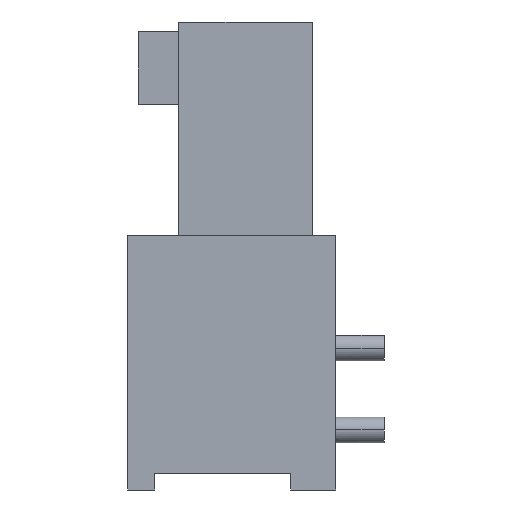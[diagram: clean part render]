
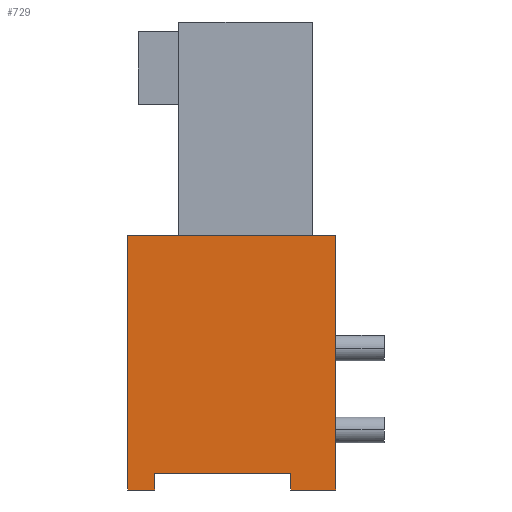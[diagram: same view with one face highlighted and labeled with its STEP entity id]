
A CAD part, left-side view. The second image highlights one B-rep face of the part: STEP entity #729.
In plain terms, the highlighted planar face has unit normal (-1, 0, 0).
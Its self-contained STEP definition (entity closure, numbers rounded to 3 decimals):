
#677=AXIS2_PLACEMENT_3D('Plane Axis2P3D',#674,#675,#676) ;
#49=CARTESIAN_POINT('Vertex',(0.,1.5,7.9)) ;
#52=CARTESIAN_POINT('Line Origine',(0.,1.5,3.95)) ;
#56=CARTESIAN_POINT('Vertex',(0.,1.5,0.)) ;
#169=CARTESIAN_POINT('Vertex',(0.,7.95,7.9)) ;
#172=CARTESIAN_POINT('Line Origine',(0.,4.725,7.9)) ;
#674=CARTESIAN_POINT('Axis2P3D Location',(0.,7.95,7.9)) ;
#679=CARTESIAN_POINT('Line Origine',(0.,7.11,0.25)) ;
#683=CARTESIAN_POINT('Vertex',(0.,7.11,0.5)) ;
#685=CARTESIAN_POINT('Vertex',(0.,7.11,0.)) ;
#688=CARTESIAN_POINT('Line Origine',(0.,5.001,0.5)) ;
#692=CARTESIAN_POINT('Vertex',(0.,2.893,0.5)) ;
#695=CARTESIAN_POINT('Line Origine',(0.,2.893,0.25)) ;
#699=CARTESIAN_POINT('Vertex',(0.,2.893,0.)) ;
#702=CARTESIAN_POINT('Line Origine',(0.,2.196,0.)) ;
#707=CARTESIAN_POINT('Line Origine',(0.,7.95,3.95)) ;
#711=CARTESIAN_POINT('Vertex',(0.,7.95,0.)) ;
#714=CARTESIAN_POINT('Line Origine',(0.,7.53,0.)) ;
#53=DIRECTION('Vector Direction',(0.,0.,-1.)) ;
#173=DIRECTION('Vector Direction',(0.,-1.,0.)) ;
#675=DIRECTION('Axis2P3D Direction',(1.,0.,0.)) ;
#676=DIRECTION('Axis2P3D XDirection',(0.,-1.,0.)) ;
#680=DIRECTION('Vector Direction',(0.,0.,-1.)) ;
#689=DIRECTION('Vector Direction',(0.,1.,0.)) ;
#696=DIRECTION('Vector Direction',(0.,0.,-1.)) ;
#703=DIRECTION('Vector Direction',(0.,-1.,0.)) ;
#708=DIRECTION('Vector Direction',(0.,0.,-1.)) ;
#715=DIRECTION('Vector Direction',(0.,-1.,0.)) ;
#54=VECTOR('Line Direction',#53,1.) ;
#174=VECTOR('Line Direction',#173,1.) ;
#681=VECTOR('Line Direction',#680,1.) ;
#690=VECTOR('Line Direction',#689,1.) ;
#697=VECTOR('Line Direction',#696,1.) ;
#704=VECTOR('Line Direction',#703,1.) ;
#709=VECTOR('Line Direction',#708,1.) ;
#716=VECTOR('Line Direction',#715,1.) ;
#720=ORIENTED_EDGE('',*,*,#687,.F.) ;
#721=ORIENTED_EDGE('',*,*,#694,.F.) ;
#722=ORIENTED_EDGE('',*,*,#701,.T.) ;
#723=ORIENTED_EDGE('',*,*,#706,.T.) ;
#724=ORIENTED_EDGE('',*,*,#58,.F.) ;
#725=ORIENTED_EDGE('',*,*,#176,.F.) ;
#726=ORIENTED_EDGE('',*,*,#713,.T.) ;
#727=ORIENTED_EDGE('',*,*,#718,.T.) ;
#729=ADVANCED_FACE('HOUSING',(#728),#678,.F.) ;
#58=EDGE_CURVE('',#50,#57,#55,.T.) ;
#176=EDGE_CURVE('',#170,#50,#175,.T.) ;
#687=EDGE_CURVE('',#684,#686,#682,.T.) ;
#694=EDGE_CURVE('',#693,#684,#691,.T.) ;
#701=EDGE_CURVE('',#693,#700,#698,.T.) ;
#706=EDGE_CURVE('',#700,#57,#705,.T.) ;
#713=EDGE_CURVE('',#170,#712,#710,.T.) ;
#718=EDGE_CURVE('',#712,#686,#717,.T.) ;
#719=EDGE_LOOP('',(#720,#721,#722,#723,#724,#725,#726,#727)) ;
#728=FACE_OUTER_BOUND('',#719,.T.) ;
#55=LINE('Line',#52,#54) ;
#175=LINE('Line',#172,#174) ;
#682=LINE('Line',#679,#681) ;
#691=LINE('Line',#688,#690) ;
#698=LINE('Line',#695,#697) ;
#705=LINE('Line',#702,#704) ;
#710=LINE('Line',#707,#709) ;
#717=LINE('Line',#714,#716) ;
#678=PLANE('',#677) ;
#50=VERTEX_POINT('',#49) ;
#57=VERTEX_POINT('',#56) ;
#170=VERTEX_POINT('',#169) ;
#684=VERTEX_POINT('',#683) ;
#686=VERTEX_POINT('',#685) ;
#693=VERTEX_POINT('',#692) ;
#700=VERTEX_POINT('',#699) ;
#712=VERTEX_POINT('',#711) ;
